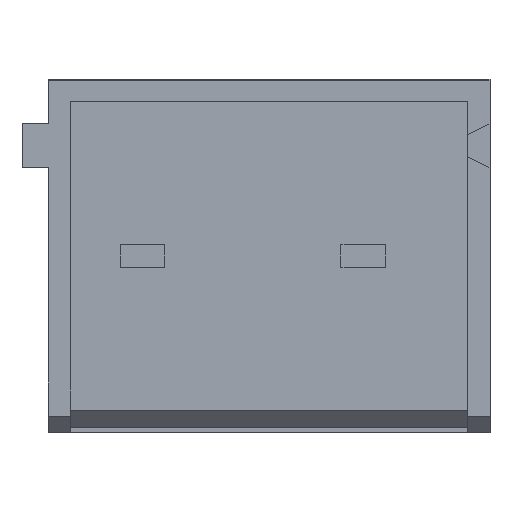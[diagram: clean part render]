
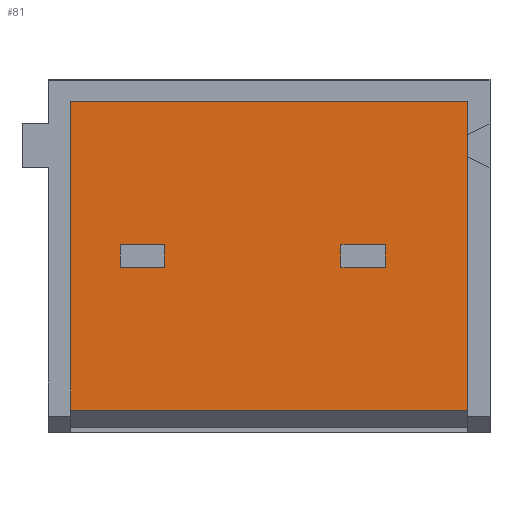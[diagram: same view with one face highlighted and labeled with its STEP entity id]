
A CAD part, front view. The second image highlights one B-rep face of the part: STEP entity #81.
In plain terms, the highlighted planar face has unit normal (0, -1, 0).
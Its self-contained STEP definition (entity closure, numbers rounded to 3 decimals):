
#81=ADVANCED_FACE('',(#217,#218,#219),#220,.T.);
#217=FACE_OUTER_BOUND('',#447,.T.);
#218=FACE_BOUND('',#448,.T.);
#219=FACE_BOUND('',#449,.T.);
#220=PLANE('',#450);
#447=EDGE_LOOP('',(#947,#948,#949,#950,#951,#952));
#448=EDGE_LOOP('',(#953,#954,#955,#956));
#449=EDGE_LOOP('',(#957,#958,#959,#960));
#450=AXIS2_PLACEMENT_3D('',#961,#962,#963);
#947=ORIENTED_EDGE('',*,*,#1749,.F.);
#948=ORIENTED_EDGE('',*,*,#1742,.T.);
#949=ORIENTED_EDGE('',*,*,#1750,.T.);
#950=ORIENTED_EDGE('',*,*,#1751,.T.);
#951=ORIENTED_EDGE('',*,*,#1752,.T.);
#952=ORIENTED_EDGE('',*,*,#1743,.T.);
#953=ORIENTED_EDGE('',*,*,#1753,.T.);
#954=ORIENTED_EDGE('',*,*,#1754,.T.);
#955=ORIENTED_EDGE('',*,*,#1755,.F.);
#956=ORIENTED_EDGE('',*,*,#1756,.F.);
#957=ORIENTED_EDGE('',*,*,#1757,.T.);
#958=ORIENTED_EDGE('',*,*,#1758,.T.);
#959=ORIENTED_EDGE('',*,*,#1759,.F.);
#960=ORIENTED_EDGE('',*,*,#1760,.F.);
#961=CARTESIAN_POINT('',(-5.08,0.127,0.0));
#962=DIRECTION('',(0.0,-1.0,0.0));
#963=DIRECTION('',(0.0,0.0,-1.0));
#1742=EDGE_CURVE('',#2076,#2107,#2109,.T.);
#1743=EDGE_CURVE('',#2110,#2104,#2111,.T.);
#1749=EDGE_CURVE('',#2076,#2104,#2121,.T.);
#1750=EDGE_CURVE('',#2107,#2122,#2123,.T.);
#1751=EDGE_CURVE('',#2122,#2124,#2125,.T.);
#1752=EDGE_CURVE('',#2124,#2110,#2126,.T.);
#1753=EDGE_CURVE('',#2127,#2128,#2129,.T.);
#1754=EDGE_CURVE('',#2128,#2130,#2131,.T.);
#1755=EDGE_CURVE('',#2132,#2130,#2133,.T.);
#1756=EDGE_CURVE('',#2127,#2132,#2134,.T.);
#1757=EDGE_CURVE('',#2135,#2136,#2137,.T.);
#1758=EDGE_CURVE('',#2136,#2138,#2139,.T.);
#1759=EDGE_CURVE('',#2140,#2138,#2141,.T.);
#1760=EDGE_CURVE('',#2135,#2140,#2142,.T.);
#2076=VERTEX_POINT('',#2654);
#2104=VERTEX_POINT('',#2697);
#2107=VERTEX_POINT('',#2702);
#2109=LINE('',#2705,#2706);
#2110=VERTEX_POINT('',#2707);
#2111=LINE('',#2708,#2709);
#2121=LINE('',#2724,#2725);
#2122=VERTEX_POINT('',#2726);
#2123=LINE('',#2727,#2728);
#2124=VERTEX_POINT('',#2729);
#2125=LINE('',#2730,#2731);
#2126=LINE('',#2732,#2733);
#2127=VERTEX_POINT('',#2734);
#2128=VERTEX_POINT('',#2735);
#2129=LINE('',#2736,#2737);
#2130=VERTEX_POINT('',#2738);
#2131=LINE('',#2739,#2740);
#2132=VERTEX_POINT('',#2741);
#2133=LINE('',#2742,#2743);
#2134=LINE('',#2744,#2745);
#2135=VERTEX_POINT('',#2746);
#2136=VERTEX_POINT('',#2747);
#2137=LINE('',#2748,#2749);
#2138=VERTEX_POINT('',#2750);
#2139=LINE('',#2751,#2752);
#2140=VERTEX_POINT('',#2753);
#2141=LINE('',#2754,#2755);
#2142=LINE('',#2756,#2757);
#2654=CARTESIAN_POINT('',(4.572,0.127,6.858));
#2697=CARTESIAN_POINT('',(4.572,0.127,6.35));
#2702=CARTESIAN_POINT('',(4.572,0.127,7.62));
#2705=CARTESIAN_POINT('',(4.572,0.127,6.858));
#2706=VECTOR('',#3338,0.762);
#2707=CARTESIAN_POINT('',(4.572,0.127,0.508));
#2708=CARTESIAN_POINT('',(4.572,0.127,0.508));
#2709=VECTOR('',#3339,5.842);
#2724=CARTESIAN_POINT('',(4.572,0.127,6.858));
#2725=VECTOR('',#3345,0.508);
#2726=CARTESIAN_POINT('',(-4.572,0.127,7.62));
#2727=CARTESIAN_POINT('',(4.572,0.127,7.62));
#2728=VECTOR('',#3346,9.144);
#2729=CARTESIAN_POINT('',(-4.572,0.127,0.508));
#2730=CARTESIAN_POINT('',(-4.572,0.127,7.62));
#2731=VECTOR('',#3347,7.112);
#2732=CARTESIAN_POINT('',(-4.572,0.127,0.508));
#2733=VECTOR('',#3348,9.144);
#2734=CARTESIAN_POINT('',(-3.429,0.127,4.318));
#2735=CARTESIAN_POINT('',(-2.413,0.127,4.318));
#2736=CARTESIAN_POINT('',(-3.429,0.127,4.318));
#2737=VECTOR('',#3349,1.016);
#2738=CARTESIAN_POINT('',(-2.413,0.127,3.81));
#2739=CARTESIAN_POINT('',(-2.413,0.127,4.318));
#2740=VECTOR('',#3350,0.508);
#2741=CARTESIAN_POINT('',(-3.429,0.127,3.81));
#2742=CARTESIAN_POINT('',(-3.429,0.127,3.81));
#2743=VECTOR('',#3351,1.016);
#2744=CARTESIAN_POINT('',(-3.429,0.127,4.318));
#2745=VECTOR('',#3352,0.508);
#2746=CARTESIAN_POINT('',(1.651,0.127,4.318));
#2747=CARTESIAN_POINT('',(2.667,0.127,4.318));
#2748=CARTESIAN_POINT('',(1.651,0.127,4.318));
#2749=VECTOR('',#3353,1.016);
#2750=CARTESIAN_POINT('',(2.667,0.127,3.81));
#2751=CARTESIAN_POINT('',(2.667,0.127,4.318));
#2752=VECTOR('',#3354,0.508);
#2753=CARTESIAN_POINT('',(1.651,0.127,3.81));
#2754=CARTESIAN_POINT('',(1.651,0.127,3.81));
#2755=VECTOR('',#3355,1.016);
#2756=CARTESIAN_POINT('',(1.651,0.127,4.318));
#2757=VECTOR('',#3356,0.508);
#3338=DIRECTION('',(0.0,0.0,1.0));
#3339=DIRECTION('',(0.0,0.0,1.0));
#3345=DIRECTION('',(0.0,0.0,-1.0));
#3346=DIRECTION('',(-1.0,0.0,0.0));
#3347=DIRECTION('',(0.0,0.0,-1.0));
#3348=DIRECTION('',(1.0,0.0,0.0));
#3349=DIRECTION('',(1.0,0.0,0.0));
#3350=DIRECTION('',(0.0,0.0,-1.0));
#3351=DIRECTION('',(1.0,0.0,0.0));
#3352=DIRECTION('',(0.0,0.0,-1.0));
#3353=DIRECTION('',(1.0,0.0,0.0));
#3354=DIRECTION('',(0.0,0.0,-1.0));
#3355=DIRECTION('',(1.0,0.0,0.0));
#3356=DIRECTION('',(0.0,0.0,-1.0));
